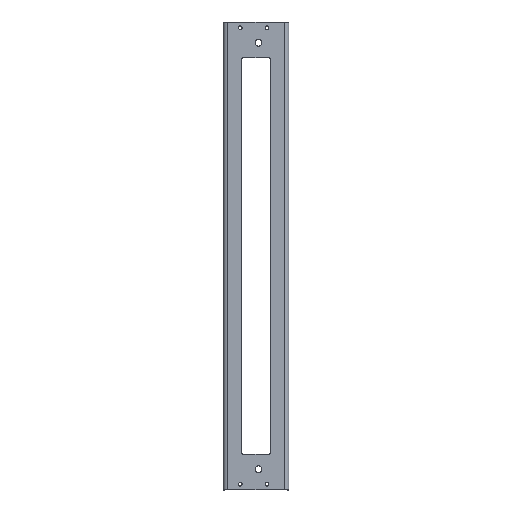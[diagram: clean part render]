
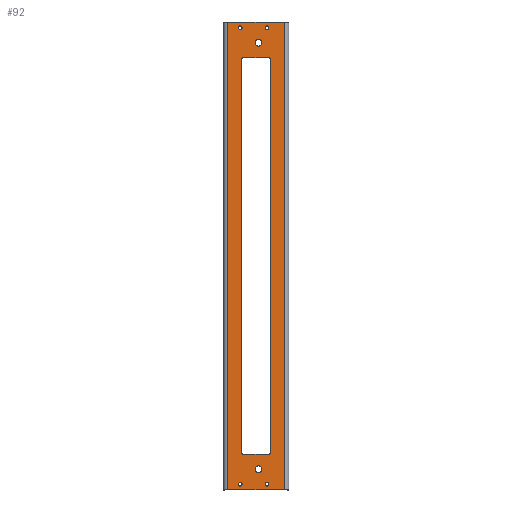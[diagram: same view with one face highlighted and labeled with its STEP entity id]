
A CAD part, top view. The second image highlights one B-rep face of the part: STEP entity #92.
In plain terms, the highlighted planar face has unit normal (0, 0, 1).
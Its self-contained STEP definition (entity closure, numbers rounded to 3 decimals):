
#92=ADVANCED_FACE('',(#242,#243,#244,#245,#246,#247,#248,#249),#132,.T.);
#132=PLANE('',#753);
#146=LINE('',#1058,#194);
#147=LINE('',#1063,#195);
#148=LINE('',#1067,#196);
#149=LINE('',#1071,#197);
#150=LINE('',#1074,#198);
#151=LINE('',#1077,#199);
#152=LINE('',#1079,#200);
#153=LINE('',#1081,#201);
#194=VECTOR('',#841,1.);
#195=VECTOR('',#844,1.);
#196=VECTOR('',#847,1.);
#197=VECTOR('',#850,1.);
#198=VECTOR('',#853,1.);
#199=VECTOR('',#854,1.);
#200=VECTOR('',#855,1.);
#201=VECTOR('',#856,1.);
#242=FACE_BOUND('',#286,.T.);
#243=FACE_BOUND('',#287,.T.);
#244=FACE_BOUND('',#288,.T.);
#245=FACE_BOUND('',#289,.T.);
#246=FACE_BOUND('',#290,.T.);
#247=FACE_BOUND('',#291,.T.);
#248=FACE_BOUND('',#292,.T.);
#249=FACE_BOUND('',#293,.T.);
#286=EDGE_LOOP('',(#354));
#287=EDGE_LOOP('',(#355));
#288=EDGE_LOOP('',(#356));
#289=EDGE_LOOP('',(#357));
#290=EDGE_LOOP('',(#358));
#291=EDGE_LOOP('',(#359));
#292=EDGE_LOOP('',(#360,#361,#362,#363,#364,#365,#366,#367));
#293=EDGE_LOOP('',(#368,#369,#370,#371));
#354=ORIENTED_EDGE('',*,*,#606,.F.);
#355=ORIENTED_EDGE('',*,*,#607,.F.);
#356=ORIENTED_EDGE('',*,*,#608,.F.);
#357=ORIENTED_EDGE('',*,*,#609,.F.);
#358=ORIENTED_EDGE('',*,*,#610,.F.);
#359=ORIENTED_EDGE('',*,*,#611,.F.);
#360=ORIENTED_EDGE('',*,*,#612,.F.);
#361=ORIENTED_EDGE('',*,*,#613,.T.);
#362=ORIENTED_EDGE('',*,*,#614,.T.);
#363=ORIENTED_EDGE('',*,*,#615,.T.);
#364=ORIENTED_EDGE('',*,*,#616,.T.);
#365=ORIENTED_EDGE('',*,*,#617,.T.);
#366=ORIENTED_EDGE('',*,*,#618,.F.);
#367=ORIENTED_EDGE('',*,*,#619,.T.);
#368=ORIENTED_EDGE('',*,*,#620,.F.);
#369=ORIENTED_EDGE('',*,*,#621,.T.);
#370=ORIENTED_EDGE('',*,*,#622,.F.);
#371=ORIENTED_EDGE('',*,*,#623,.T.);
#538=VERTEX_POINT('',#1047);
#539=VERTEX_POINT('',#1049);
#540=VERTEX_POINT('',#1051);
#541=VERTEX_POINT('',#1053);
#542=VERTEX_POINT('',#1055);
#543=VERTEX_POINT('',#1057);
#544=VERTEX_POINT('',#1059);
#545=VERTEX_POINT('',#1060);
#546=VERTEX_POINT('',#1062);
#547=VERTEX_POINT('',#1064);
#548=VERTEX_POINT('',#1066);
#549=VERTEX_POINT('',#1068);
#550=VERTEX_POINT('',#1070);
#551=VERTEX_POINT('',#1072);
#552=VERTEX_POINT('',#1075);
#553=VERTEX_POINT('',#1076);
#554=VERTEX_POINT('',#1078);
#555=VERTEX_POINT('',#1080);
#606=EDGE_CURVE('',#538,#538,#698,.T.);
#607=EDGE_CURVE('',#539,#539,#699,.T.);
#608=EDGE_CURVE('',#540,#540,#700,.T.);
#609=EDGE_CURVE('',#541,#541,#701,.T.);
#610=EDGE_CURVE('',#542,#542,#702,.T.);
#611=EDGE_CURVE('',#543,#543,#703,.T.);
#612=EDGE_CURVE('',#544,#545,#146,.T.);
#613=EDGE_CURVE('',#544,#546,#704,.T.);
#614=EDGE_CURVE('',#546,#547,#147,.T.);
#615=EDGE_CURVE('',#547,#548,#705,.T.);
#616=EDGE_CURVE('',#548,#549,#148,.T.);
#617=EDGE_CURVE('',#549,#550,#706,.T.);
#618=EDGE_CURVE('',#551,#550,#149,.T.);
#619=EDGE_CURVE('',#551,#545,#707,.T.);
#620=EDGE_CURVE('',#552,#553,#150,.T.);
#621=EDGE_CURVE('',#552,#554,#151,.T.);
#622=EDGE_CURVE('',#555,#554,#152,.T.);
#623=EDGE_CURVE('',#555,#553,#153,.T.);
#698=CIRCLE('',#743,3.5);
#699=CIRCLE('',#744,3.5);
#700=CIRCLE('',#745,2.);
#701=CIRCLE('',#746,2.);
#702=CIRCLE('',#747,2.);
#703=CIRCLE('',#748,2.);
#704=CIRCLE('',#749,2.5);
#705=CIRCLE('',#750,2.5);
#706=CIRCLE('',#751,2.5);
#707=CIRCLE('',#752,2.5);
#743=AXIS2_PLACEMENT_3D('',#1046,#829,#830);
#744=AXIS2_PLACEMENT_3D('',#1048,#831,#832);
#745=AXIS2_PLACEMENT_3D('',#1050,#833,#834);
#746=AXIS2_PLACEMENT_3D('',#1052,#835,#836);
#747=AXIS2_PLACEMENT_3D('',#1054,#837,#838);
#748=AXIS2_PLACEMENT_3D('',#1056,#839,#840);
#749=AXIS2_PLACEMENT_3D('',#1061,#842,#843);
#750=AXIS2_PLACEMENT_3D('',#1065,#845,#846);
#751=AXIS2_PLACEMENT_3D('',#1069,#848,#849);
#752=AXIS2_PLACEMENT_3D('',#1073,#851,#852);
#753=AXIS2_PLACEMENT_3D('',#1082,#857,#858);
#829=DIRECTION('',(0.,0.,1.));
#830=DIRECTION('',(1.,0.,0.));
#831=DIRECTION('',(0.,0.,1.));
#832=DIRECTION('',(1.,0.,0.));
#833=DIRECTION('',(0.,0.,1.));
#834=DIRECTION('',(1.,0.,0.));
#835=DIRECTION('',(0.,0.,1.));
#836=DIRECTION('',(1.,0.,0.));
#837=DIRECTION('',(0.,0.,1.));
#838=DIRECTION('',(1.,0.,0.));
#839=DIRECTION('',(0.,0.,1.));
#840=DIRECTION('',(1.,0.,0.));
#841=DIRECTION('',(1.,0.,0.));
#842=DIRECTION('',(0.,0.,-1.));
#843=DIRECTION('',(1.,0.,0.));
#844=DIRECTION('',(0.,1.,0.));
#845=DIRECTION('',(0.,0.,-1.));
#846=DIRECTION('',(1.,0.,0.));
#847=DIRECTION('',(1.,0.,0.));
#848=DIRECTION('',(0.,0.,-1.));
#849=DIRECTION('',(1.,0.,0.));
#850=DIRECTION('',(0.,1.,0.));
#851=DIRECTION('',(0.,0.,-1.));
#852=DIRECTION('',(1.,0.,0.));
#853=DIRECTION('',(1.,0.,0.));
#854=DIRECTION('',(0.,-1.,0.));
#855=DIRECTION('',(-1.,0.,0.));
#856=DIRECTION('',(0.,1.,0.));
#857=DIRECTION('',(0.,0.,1.));
#858=DIRECTION('',(1.,0.,0.));
#1046=CARTESIAN_POINT('',(25.112,21.75,2.));
#1047=CARTESIAN_POINT('',(28.612,21.75,2.));
#1048=CARTESIAN_POINT('',(25.112,468.25,2.));
#1049=CARTESIAN_POINT('',(28.612,468.25,2.));
#1050=CARTESIAN_POINT('',(6.,484.,2.));
#1051=CARTESIAN_POINT('',(8.,484.,2.));
#1052=CARTESIAN_POINT('',(34.,484.,2.));
#1053=CARTESIAN_POINT('',(36.,484.,2.));
#1054=CARTESIAN_POINT('',(6.,6.,2.));
#1055=CARTESIAN_POINT('',(8.,6.,2.));
#1056=CARTESIAN_POINT('',(34.,6.,2.));
#1057=CARTESIAN_POINT('',(36.,6.,2.));
#1058=CARTESIAN_POINT('',(8.5,37.5,2.));
#1059=CARTESIAN_POINT('',(9.5,37.5,2.));
#1060=CARTESIAN_POINT('',(35.5,37.5,2.));
#1061=CARTESIAN_POINT('',(9.5,40.,2.));
#1062=CARTESIAN_POINT('',(7.,40.,2.));
#1063=CARTESIAN_POINT('',(7.,452.5,2.));
#1064=CARTESIAN_POINT('',(7.,450.,2.));
#1065=CARTESIAN_POINT('',(9.5,450.,2.));
#1066=CARTESIAN_POINT('',(9.5,452.5,2.));
#1067=CARTESIAN_POINT('',(8.5,452.5,2.));
#1068=CARTESIAN_POINT('',(35.5,452.5,2.));
#1069=CARTESIAN_POINT('',(35.5,450.,2.));
#1070=CARTESIAN_POINT('',(38.,450.,2.));
#1071=CARTESIAN_POINT('',(38.,245.,2.));
#1072=CARTESIAN_POINT('',(38.,40.,2.));
#1073=CARTESIAN_POINT('',(35.5,40.,2.));
#1074=CARTESIAN_POINT('',(22.5,490.,2.));
#1075=CARTESIAN_POINT('',(-7.,490.,2.));
#1076=CARTESIAN_POINT('',(52.,490.,2.));
#1077=CARTESIAN_POINT('',(-7.,245.,2.));
#1078=CARTESIAN_POINT('',(-7.,0.,2.));
#1079=CARTESIAN_POINT('',(22.5,0.,2.));
#1080=CARTESIAN_POINT('',(52.,0.,2.));
#1081=CARTESIAN_POINT('',(52.,490.,2.));
#1082=CARTESIAN_POINT('',(22.5,245.,2.));
